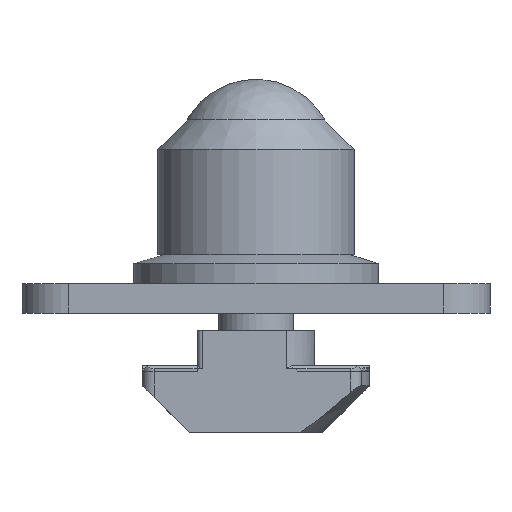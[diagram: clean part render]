
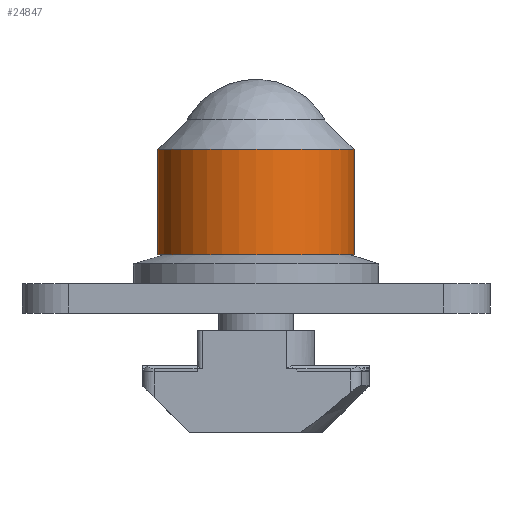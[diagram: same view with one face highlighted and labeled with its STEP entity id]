
A CAD part, left-side view. The second image highlights one B-rep face of the part: STEP entity #24847.
In plain terms, the highlighted cylindrical face has radius 8.4 mm (diameter 16.8 mm), a full revolution.
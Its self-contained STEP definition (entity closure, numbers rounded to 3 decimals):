
#11556=CYLINDRICAL_SURFACE('',#23847,8.4);
#11794=CIRCLE('',#23846,8.4);
#11795=CIRCLE('',#23848,8.4);
#12690=ORIENTED_EDGE('',*,*,#16412,.T.);
#12691=ORIENTED_EDGE('',*,*,#16419,.F.);
#15542=VERTEX_POINT('',#21739);
#15549=VERTEX_POINT('',#21754);
#16412=EDGE_CURVE('',#15542,#15542,#11794,.T.);
#16419=EDGE_CURVE('',#15549,#15549,#11795,.T.);
#17421=EDGE_LOOP('',(#12690));
#17422=EDGE_LOOP('',(#12691));
#18013=FACE_BOUND('',#17421,.T.);
#18014=FACE_BOUND('',#17422,.T.);
#19349=DIRECTION('',(-1.,0.,0.));
#19350=DIRECTION('',(0.,8.4,0.));
#19357=DIRECTION('',(-1.,0.,0.));
#19358=DIRECTION('',(0.,1.,0.));
#19359=DIRECTION('',(-1.,0.,0.));
#19360=DIRECTION('',(0.,8.4,0.));
#21739=CARTESIAN_POINT('',(7.5,8.4,0.));
#21740=CARTESIAN_POINT('',(7.5,0.,0.));
#21753=CARTESIAN_POINT('',(7.5,0.,0.));
#21754=CARTESIAN_POINT('',(-1.5,8.4,0.));
#21755=CARTESIAN_POINT('',(-1.5,0.,0.));
#23846=AXIS2_PLACEMENT_3D('',#21740,#19349,#19350);
#23847=AXIS2_PLACEMENT_3D('',#21753,#19357,#19358);
#23848=AXIS2_PLACEMENT_3D('',#21755,#19359,#19360);
#24847=ADVANCED_FACE('',(#18013,#18014),#11556,.T.);
